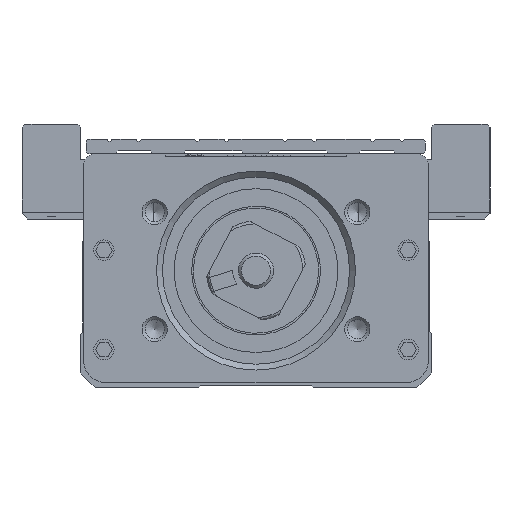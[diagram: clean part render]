
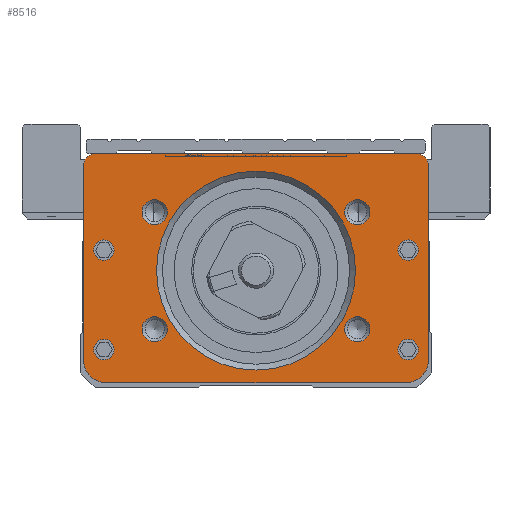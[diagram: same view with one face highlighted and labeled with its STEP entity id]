
A CAD part, front view. The second image highlights one B-rep face of the part: STEP entity #8516.
In plain terms, the highlighted face is planar.
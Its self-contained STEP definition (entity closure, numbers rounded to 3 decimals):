
#908=PLANE('',#27889);
#3853=LINE('',#41043,#6289);
#3899=LINE('',#41171,#6335);
#3901=LINE('',#41175,#6337);
#3921=LINE('',#41225,#6357);
#6289=VECTOR('',#33146,1.);
#6335=VECTOR('',#33240,1.);
#6337=VECTOR('',#33244,1.);
#6357=VECTOR('',#33290,1.);
#8516=ADVANCED_FACE('',(#9884,#9885,#9886,#9887,#9888,#9889,#9890,#9891,
#9892,#9893),#908,.F.);
#9884=FACE_BOUND('',#11300,.T.);
#9885=FACE_BOUND('',#11301,.T.);
#9886=FACE_BOUND('',#11302,.T.);
#9887=FACE_BOUND('',#11303,.T.);
#9888=FACE_BOUND('',#11304,.T.);
#9889=FACE_BOUND('',#11305,.T.);
#9890=FACE_BOUND('',#11306,.T.);
#9891=FACE_BOUND('',#11307,.T.);
#9892=FACE_BOUND('',#11308,.T.);
#9893=FACE_BOUND('',#11309,.T.);
#11300=EDGE_LOOP('',(#16333));
#11301=EDGE_LOOP('',(#16334));
#11302=EDGE_LOOP('',(#16335));
#11303=EDGE_LOOP('',(#16336));
#11304=EDGE_LOOP('',(#16337));
#11305=EDGE_LOOP('',(#16338));
#11306=EDGE_LOOP('',(#16339));
#11307=EDGE_LOOP('',(#16340));
#11308=EDGE_LOOP('',(#16341));
#11309=EDGE_LOOP('',(#16342,#16343,#16344,#16345,#16346,#16347,#16348,#16349));
#16333=ORIENTED_EDGE('',*,*,#23996,.T.);
#16334=ORIENTED_EDGE('',*,*,#23997,.T.);
#16335=ORIENTED_EDGE('',*,*,#23998,.T.);
#16336=ORIENTED_EDGE('',*,*,#23999,.T.);
#16337=ORIENTED_EDGE('',*,*,#24000,.T.);
#16338=ORIENTED_EDGE('',*,*,#24001,.T.);
#16339=ORIENTED_EDGE('',*,*,#24002,.T.);
#16340=ORIENTED_EDGE('',*,*,#24003,.T.);
#16341=ORIENTED_EDGE('',*,*,#24004,.T.);
#16342=ORIENTED_EDGE('',*,*,#23979,.F.);
#16343=ORIENTED_EDGE('',*,*,#23933,.F.);
#16344=ORIENTED_EDGE('',*,*,#23954,.F.);
#16345=ORIENTED_EDGE('',*,*,#23994,.F.);
#16346=ORIENTED_EDGE('',*,*,#23889,.F.);
#16347=ORIENTED_EDGE('',*,*,#23993,.F.);
#16348=ORIENTED_EDGE('',*,*,#23952,.F.);
#16349=ORIENTED_EDGE('',*,*,#23941,.F.);
#20819=VERTEX_POINT('',#41042);
#20820=VERTEX_POINT('',#41044);
#20860=VERTEX_POINT('',#41130);
#20861=VERTEX_POINT('',#41132);
#20868=VERTEX_POINT('',#41148);
#20869=VERTEX_POINT('',#41150);
#20874=VERTEX_POINT('',#41163);
#20878=VERTEX_POINT('',#41174);
#20903=VERTEX_POINT('',#41255);
#20904=VERTEX_POINT('',#41257);
#20905=VERTEX_POINT('',#41259);
#20906=VERTEX_POINT('',#41261);
#20907=VERTEX_POINT('',#41263);
#20908=VERTEX_POINT('',#41265);
#20909=VERTEX_POINT('',#41267);
#20910=VERTEX_POINT('',#41269);
#20911=VERTEX_POINT('',#41271);
#23889=EDGE_CURVE('',#20819,#20820,#3853,.T.);
#23933=EDGE_CURVE('',#20860,#20861,#26027,.T.);
#23941=EDGE_CURVE('',#20868,#20869,#26029,.T.);
#23952=EDGE_CURVE('',#20869,#20874,#3899,.T.);
#23954=EDGE_CURVE('',#20878,#20860,#3901,.T.);
#23979=EDGE_CURVE('',#20861,#20868,#3921,.T.);
#23993=EDGE_CURVE('',#20874,#20819,#26040,.T.);
#23994=EDGE_CURVE('',#20820,#20878,#26041,.T.);
#23996=EDGE_CURVE('',#20903,#20903,#26043,.T.);
#23997=EDGE_CURVE('',#20904,#20904,#26044,.T.);
#23998=EDGE_CURVE('',#20905,#20905,#26045,.T.);
#23999=EDGE_CURVE('',#20906,#20906,#26046,.T.);
#24000=EDGE_CURVE('',#20907,#20907,#26047,.T.);
#24001=EDGE_CURVE('',#20908,#20908,#26048,.T.);
#24002=EDGE_CURVE('',#20909,#20909,#26049,.T.);
#24003=EDGE_CURVE('',#20910,#20910,#26050,.T.);
#24004=EDGE_CURVE('',#20911,#20911,#26051,.T.);
#26027=CIRCLE('',#27846,4.);
#26029=CIRCLE('',#27850,4.);
#26040=CIRCLE('',#27874,2.);
#26041=CIRCLE('',#27876,2.);
#26043=CIRCLE('',#27880,2.15);
#26044=CIRCLE('',#27881,2.15);
#26045=CIRCLE('',#27882,2.15);
#26046=CIRCLE('',#27883,2.15);
#26047=CIRCLE('',#27884,17.);
#26048=CIRCLE('',#27885,1.75);
#26049=CIRCLE('',#27886,1.75);
#26050=CIRCLE('',#27887,1.75);
#26051=CIRCLE('',#27888,1.75);
#27846=AXIS2_PLACEMENT_3D('',#41131,#33210,#33211);
#27850=AXIS2_PLACEMENT_3D('',#41149,#33224,#33225);
#27874=AXIS2_PLACEMENT_3D('',#41248,#33313,#33314);
#27876=AXIS2_PLACEMENT_3D('',#41250,#33317,#33318);
#27880=AXIS2_PLACEMENT_3D('',#41254,#33325,#33326);
#27881=AXIS2_PLACEMENT_3D('',#41256,#33327,#33328);
#27882=AXIS2_PLACEMENT_3D('',#41258,#33329,#33330);
#27883=AXIS2_PLACEMENT_3D('',#41260,#33331,#33332);
#27884=AXIS2_PLACEMENT_3D('',#41262,#33333,#33334);
#27885=AXIS2_PLACEMENT_3D('',#41264,#33335,#33336);
#27886=AXIS2_PLACEMENT_3D('',#41266,#33337,#33338);
#27887=AXIS2_PLACEMENT_3D('',#41268,#33339,#33340);
#27888=AXIS2_PLACEMENT_3D('',#41270,#33341,#33342);
#27889=AXIS2_PLACEMENT_3D('',#41272,#33343,#33344);
#33146=DIRECTION('',(1.,0.,0.));
#33210=DIRECTION('',(0.,1.,0.));
#33211=DIRECTION('',(1.,0.,0.));
#33224=DIRECTION('',(0.,1.,0.));
#33225=DIRECTION('',(1.,0.,0.));
#33240=DIRECTION('',(0.,0.,1.));
#33244=DIRECTION('',(0.,0.,-1.));
#33290=DIRECTION('',(-1.,0.,0.));
#33313=DIRECTION('',(0.,1.,0.));
#33314=DIRECTION('',(0.,0.,1.));
#33317=DIRECTION('',(0.,1.,0.));
#33318=DIRECTION('',(0.,0.,1.));
#33325=DIRECTION('',(0.,1.,0.));
#33326=DIRECTION('',(0.,0.,1.));
#33327=DIRECTION('',(0.,1.,0.));
#33328=DIRECTION('',(0.,0.,1.));
#33329=DIRECTION('',(0.,1.,0.));
#33330=DIRECTION('',(0.,0.,1.));
#33331=DIRECTION('',(0.,1.,0.));
#33332=DIRECTION('',(0.,0.,1.));
#33333=DIRECTION('',(0.,1.,0.));
#33334=DIRECTION('',(0.,0.,1.));
#33335=DIRECTION('',(0.,1.,0.));
#33336=DIRECTION('',(0.,0.,1.));
#33337=DIRECTION('',(0.,1.,0.));
#33338=DIRECTION('',(0.,0.,1.));
#33339=DIRECTION('',(0.,1.,0.));
#33340=DIRECTION('',(0.,0.,1.));
#33341=DIRECTION('',(0.,1.,0.));
#33342=DIRECTION('',(0.,0.,1.));
#33343=DIRECTION('',(0.,1.,0.));
#33344=DIRECTION('',(0.,0.,-1.));
#41042=CARTESIAN_POINT('',(-27.5,-130.762,38.));
#41043=CARTESIAN_POINT('',(-25.5,-130.762,38.));
#41044=CARTESIAN_POINT('',(27.5,-130.762,38.));
#41130=CARTESIAN_POINT('',(29.5,-130.762,2.8));
#41131=CARTESIAN_POINT('',(25.5,-130.762,2.8));
#41132=CARTESIAN_POINT('',(25.5,-130.762,-1.2));
#41148=CARTESIAN_POINT('',(-25.5,-130.762,-1.2));
#41149=CARTESIAN_POINT('',(-25.5,-130.762,2.8));
#41150=CARTESIAN_POINT('',(-29.5,-130.762,2.8));
#41163=CARTESIAN_POINT('',(-29.5,-130.762,36.));
#41171=CARTESIAN_POINT('',(-29.5,-130.762,2.8));
#41174=CARTESIAN_POINT('',(29.5,-130.762,36.));
#41175=CARTESIAN_POINT('',(29.5,-130.762,39.));
#41225=CARTESIAN_POINT('',(25.5,-130.762,-1.2));
#41248=CARTESIAN_POINT('',(-27.5,-130.762,36.));
#41250=CARTESIAN_POINT('',(27.5,-130.762,36.));
#41254=CARTESIAN_POINT('',(-17.321,-130.762,28.));
#41255=CARTESIAN_POINT('',(-17.321,-130.762,30.15));
#41256=CARTESIAN_POINT('',(17.321,-130.762,8.));
#41257=CARTESIAN_POINT('',(17.321,-130.762,10.15));
#41258=CARTESIAN_POINT('',(17.321,-130.762,28.));
#41259=CARTESIAN_POINT('',(17.321,-130.762,30.15));
#41260=CARTESIAN_POINT('',(-17.321,-130.762,8.));
#41261=CARTESIAN_POINT('',(-17.321,-130.762,10.15));
#41262=CARTESIAN_POINT('',(0.,-130.762,18.));
#41263=CARTESIAN_POINT('',(0.,-130.762,35.));
#41264=CARTESIAN_POINT('',(-26.,-130.762,21.5));
#41265=CARTESIAN_POINT('',(-26.,-130.762,23.25));
#41266=CARTESIAN_POINT('',(-26.,-130.762,4.5));
#41267=CARTESIAN_POINT('',(-26.,-130.762,6.25));
#41268=CARTESIAN_POINT('',(26.,-130.762,4.5));
#41269=CARTESIAN_POINT('',(26.,-130.762,6.25));
#41270=CARTESIAN_POINT('',(26.,-130.762,21.5));
#41271=CARTESIAN_POINT('',(26.,-130.762,23.25));
#41272=CARTESIAN_POINT('',(-25.5,-130.762,2.8));
